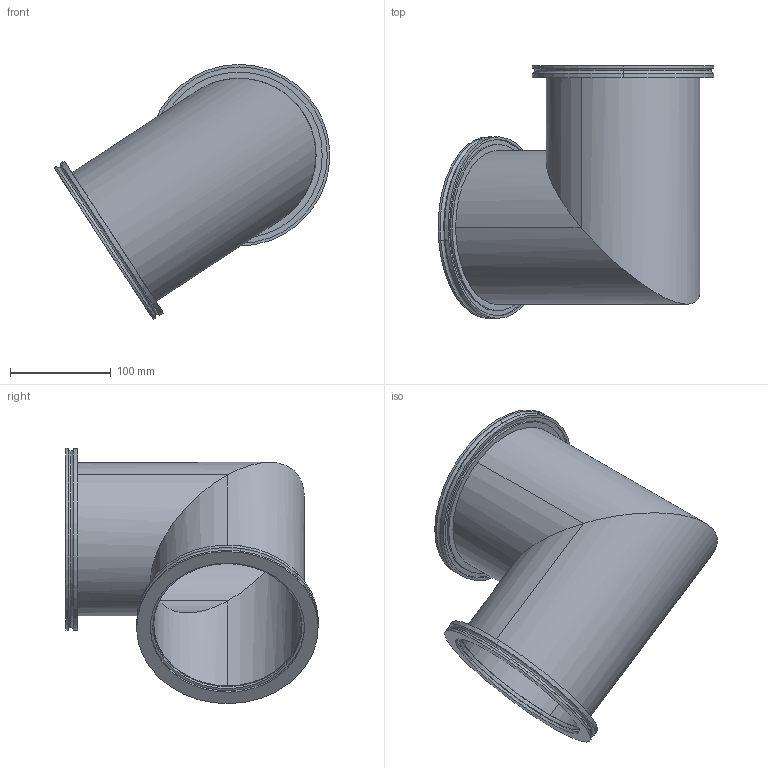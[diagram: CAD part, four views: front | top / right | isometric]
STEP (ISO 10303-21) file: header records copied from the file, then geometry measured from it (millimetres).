
FILE_DESCRIPTION (( 'STEP AP214' ), '1' );
FILE_NAME ('823002.STEP', '2024-01-14T08:46:46', ( '' ), ( '' ), 'SwSTEP 2.0', 'SolidWorks 2022', '' );
FILE_SCHEMA (( 'AUTOMOTIVE_DESIGN' ));
Length unit declared in the file: inch
Products named in the file (3): 823002; 940308; 813002
Assembly tree (3 placements, depth 2):
  823002
    813002  x2
    940308
Bounding box: 273.44 x 250.27 x 253.05 mm (x, y, z)
Volume: 594394.8 mm3; surface area: 357433 mm2
Topology: 3 solids, 3 shells, 58 faces, 116 edges, 72 vertices
Faces by surface type: cylinder 36, plane 14, torus 8
Entity records: 1034 total; most frequent: DIRECTION 186, CARTESIAN_POINT 162, ORIENTED_EDGE 136, AXIS2_PLACEMENT_3D 82, EDGE_CURVE 68, EDGE_LOOP 42, VERTEX_POINT 42, CIRCLE 42
